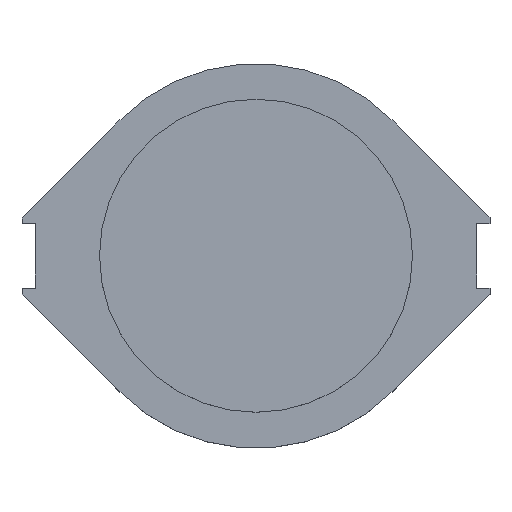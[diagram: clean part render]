
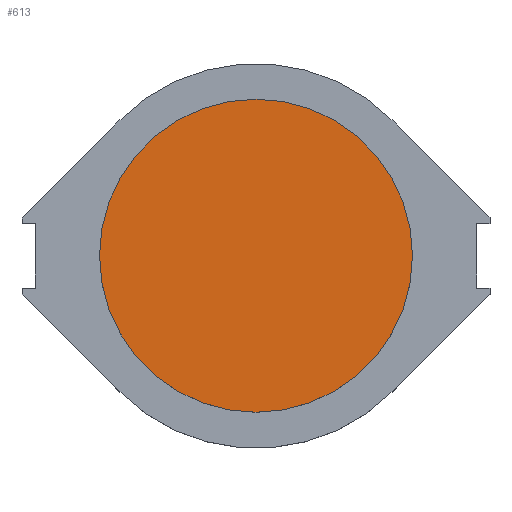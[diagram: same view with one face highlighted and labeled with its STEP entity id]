
A CAD part, top view. The second image highlights one B-rep face of the part: STEP entity #613.
In plain terms, the highlighted planar face has unit normal (0, 0, 1).
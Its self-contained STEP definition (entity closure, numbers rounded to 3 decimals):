
#33=CIRCLE('',#661,6.2);
#91=FACE_OUTER_BOUND('',#128,.T.);
#128=EDGE_LOOP('',(#544));
#317=VERTEX_POINT('',#1004);
#393=EDGE_CURVE('',#317,#317,#33,.T.);
#544=ORIENTED_EDGE('',*,*,#393,.F.);
#578=PLANE('',#664);
#613=ADVANCED_FACE('',(#91),#578,.T.);
#661=AXIS2_PLACEMENT_3D('',#1005,#821,#822);
#664=AXIS2_PLACEMENT_3D('',#1009,#827,#828);
#821=DIRECTION('center_axis',(0.,0.,-1.));
#822=DIRECTION('ref_axis',(1.,0.,0.));
#827=DIRECTION('center_axis',(0.,0.,1.));
#828=DIRECTION('ref_axis',(1.,0.,0.));
#1004=CARTESIAN_POINT('',(-6.2,0.,7.11));
#1005=CARTESIAN_POINT('Origin',(0.,0.,7.11));
#1009=CARTESIAN_POINT('Origin',(0.,0.,7.11));
